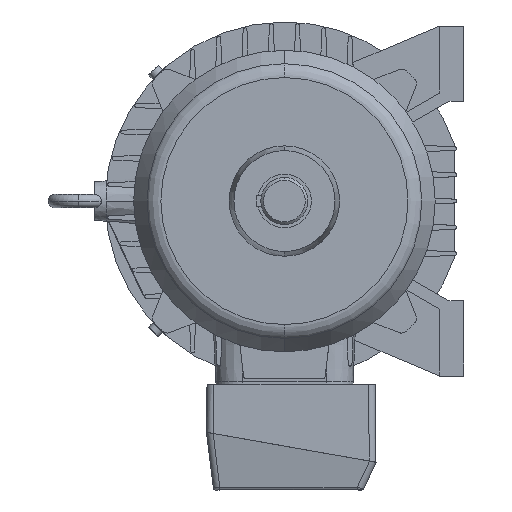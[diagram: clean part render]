
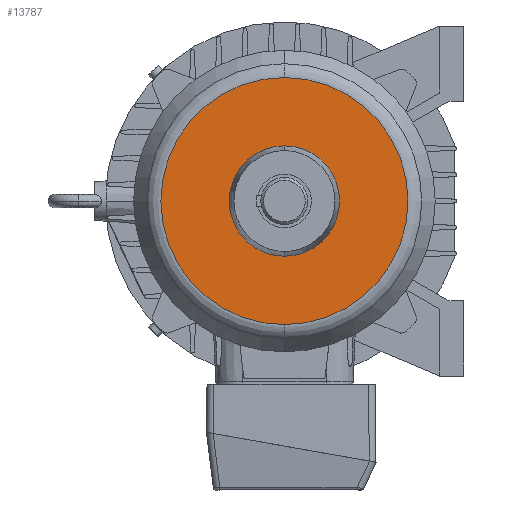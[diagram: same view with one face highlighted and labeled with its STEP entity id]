
A CAD part, left-side view. The second image highlights one B-rep face of the part: STEP entity #13787.
In plain terms, the highlighted planar face has unit normal (-1, 0, 0).
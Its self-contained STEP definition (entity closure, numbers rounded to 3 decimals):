
#1058 = CARTESIAN_POINT ( 'NONE',  ( -35., 0., 41. ) ) ;
#18226 = EDGE_CURVE ( 'NONE', #8938, #19315, #14943, .T. ) ;
#19315 = VERTEX_POINT ( 'NONE', #16188 ) ;
#4200 = VERTEX_POINT ( 'NONE', #1058 ) ;
#5025 = CARTESIAN_POINT ( 'NONE',  ( -35., 0., 91.784 ) ) ;
#6193 = CIRCLE ( 'NONE', #6194, 91.784 ) ;
#6194 = AXIS2_PLACEMENT_3D ( 'NONE', #6195, #6196, #6197 ) ;
#6195 = CARTESIAN_POINT ( 'NONE',  ( -35., 0., 0. ) ) ;
#6196 = DIRECTION ( 'NONE',  ( -1., 0., 0. ) ) ;
#6197 = DIRECTION ( 'NONE',  ( 0., 0., 1. ) ) ;
#8649 = FACE_BOUND ( 'NONE', #13491, .T. ) ;
#8650 = FACE_OUTER_BOUND ( 'NONE', #11960, .T. ) ;
#8651 = PLANE ( 'NONE',  #8652 ) ;
#8652 = AXIS2_PLACEMENT_3D ( 'NONE', #8653, #8654, #8655 ) ;
#8653 = CARTESIAN_POINT ( 'NONE',  ( -35., 91.784, 0. ) ) ;
#8654 = DIRECTION ( 'NONE',  ( 1., 0., 0. ) ) ;
#8655 = DIRECTION ( 'NONE',  ( 0., 0., -1. ) ) ;
#8938 = VERTEX_POINT ( 'NONE', #5025 ) ;
#9513 = CARTESIAN_POINT ( 'NONE',  ( -35., 0., -41. ) ) ;
#9533 = CIRCLE ( 'NONE', #9534, 41. ) ;
#9534 = AXIS2_PLACEMENT_3D ( 'NONE', #9535, #9536, #9537 ) ;
#9535 = CARTESIAN_POINT ( 'NONE',  ( -35., 0., 0. ) ) ;
#9536 = DIRECTION ( 'NONE',  ( -1., 0., 0. ) ) ;
#9537 = DIRECTION ( 'NONE',  ( 0., 0., 1. ) ) ;
#9688 = CIRCLE ( 'NONE', #9689, 41. ) ;
#9689 = AXIS2_PLACEMENT_3D ( 'NONE', #9690, #9691, #9692 ) ;
#9690 = CARTESIAN_POINT ( 'NONE',  ( -35., 0., 0. ) ) ;
#9691 = DIRECTION ( 'NONE',  ( -1., 0., 0. ) ) ;
#9692 = DIRECTION ( 'NONE',  ( 0., 0., 1. ) ) ;
#10273 = EDGE_CURVE ( 'NONE', #19315, #8938, #6193, .T. ) ;
#10715 = ORIENTED_EDGE ( 'NONE', *, *, #10273, .T. ) ;
#11342 = ORIENTED_EDGE ( 'NONE', *, *, #18226, .T. ) ;
#11960 = EDGE_LOOP ( 'NONE', ( #11342, #10715 ) ) ;
#12251 = ORIENTED_EDGE ( 'NONE', *, *, #14451, .F. ) ;
#12876 = ORIENTED_EDGE ( 'NONE', *, *, #14246, .F. ) ;
#13491 = EDGE_LOOP ( 'NONE', ( #12876, #12251 ) ) ;
#13787 = ADVANCED_FACE ( 'NONE', ( #8649, #8650 ), #8651, .F. ) ;
#14181 = VERTEX_POINT ( 'NONE', #9513 ) ;
#14246 = EDGE_CURVE ( 'NONE', #14181, #4200, #9533, .T. ) ;
#14451 = EDGE_CURVE ( 'NONE', #4200, #14181, #9688, .T. ) ;
#14943 = CIRCLE ( 'NONE', #14944, 91.784 ) ;
#14944 = AXIS2_PLACEMENT_3D ( 'NONE', #14945, #14946, #14947 ) ;
#14945 = CARTESIAN_POINT ( 'NONE',  ( -35., 0., 0. ) ) ;
#14946 = DIRECTION ( 'NONE',  ( -1., 0., 0. ) ) ;
#14947 = DIRECTION ( 'NONE',  ( 0., 0., 1. ) ) ;
#16188 = CARTESIAN_POINT ( 'NONE',  ( -35., 0., -91.784 ) ) ;
